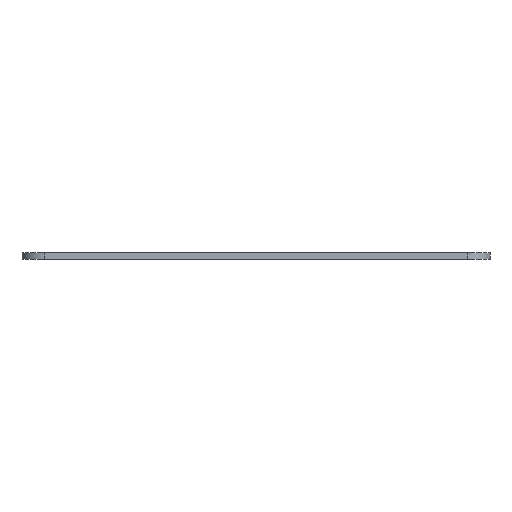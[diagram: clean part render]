
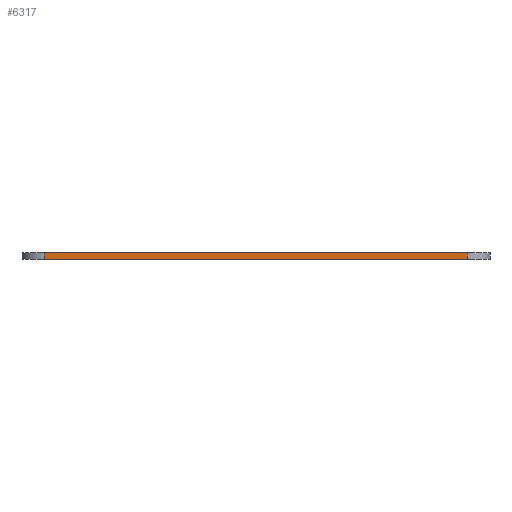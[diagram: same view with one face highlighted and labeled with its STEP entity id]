
A CAD part, left-side view. The second image highlights one B-rep face of the part: STEP entity #6317.
In plain terms, the highlighted planar face has unit normal (-1, 0, 0).
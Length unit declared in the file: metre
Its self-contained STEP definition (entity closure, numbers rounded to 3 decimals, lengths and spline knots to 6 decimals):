
#831=ORIENTED_EDGE('',*,*,#2526,.F.);
#832=ORIENTED_EDGE('',*,*,#2674,.T.);
#833=ORIENTED_EDGE('',*,*,#2675,.T.);
#834=ORIENTED_EDGE('',*,*,#2676,.T.);
#2526=EDGE_CURVE('',#3450,#3451,#4013,.T.);
#2674=EDGE_CURVE('',#3450,#3595,#4069,.F.);
#2675=EDGE_CURVE('',#3595,#3596,#4070,.T.);
#2676=EDGE_CURVE('',#3596,#3451,#4071,.T.);
#3450=VERTEX_POINT('',#10680);
#3451=VERTEX_POINT('',#10682);
#3595=VERTEX_POINT('',#11078);
#3596=VERTEX_POINT('',#11080);
#4013=LINE('',#10681,#4583);
#4069=LINE('',#11077,#4639);
#4070=LINE('',#11079,#4640);
#4071=LINE('',#11081,#4641);
#4583=VECTOR('',#9170,1.);
#4639=VECTOR('',#9318,1.);
#4640=VECTOR('',#9319,1.);
#4641=VECTOR('',#9320,1.);
#5105=EDGE_LOOP('',(#831,#832,#833,#834));
#5483=FACE_BOUND('',#5105,.T.);
#5835=PLANE('',#8712);
#6317=ADVANCED_FACE('Face appearance 1',(#5483),#5835,.T.);
#8712=AXIS2_PLACEMENT_3D('',#11076,#9316,#9317);
#9170=DIRECTION('',(0.,1.,0.));
#9316=DIRECTION('',(-1.,0.,0.));
#9317=DIRECTION('',(0.,-1.,0.));
#9318=DIRECTION('',(0.,0.,-1.));
#9319=DIRECTION('',(0.,1.,0.));
#9320=DIRECTION('',(0.,0.,-1.));
#10680=CARTESIAN_POINT('',(-0.036564,-0.04471,0.));
#10681=CARTESIAN_POINT('',(-0.036564,0.00122,0.));
#10682=CARTESIAN_POINT('',(-0.036564,0.04715,0.));
#11076=CARTESIAN_POINT('',(-0.036564,0.00122,0.0015));
#11077=CARTESIAN_POINT('',(-0.036564,-0.04471,0.0015));
#11078=CARTESIAN_POINT('',(-0.036564,-0.04471,0.0015));
#11079=CARTESIAN_POINT('',(-0.036564,0.00122,0.0015));
#11080=CARTESIAN_POINT('',(-0.036564,0.04715,0.0015));
#11081=CARTESIAN_POINT('',(-0.036564,0.04715,0.0015));
